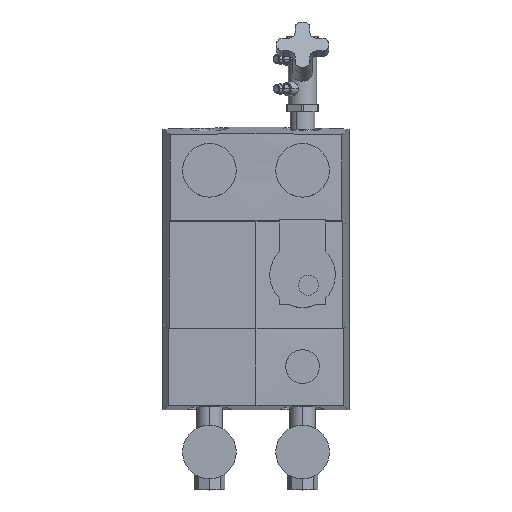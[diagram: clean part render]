
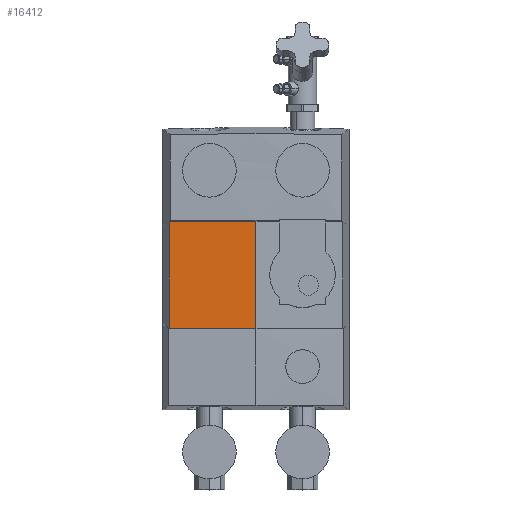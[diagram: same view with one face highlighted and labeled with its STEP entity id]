
A CAD part, top view. The second image highlights one B-rep face of the part: STEP entity #16412.
In plain terms, the highlighted cylindrical face has radius 2500 mm (diameter 5000 mm), a partial arc.
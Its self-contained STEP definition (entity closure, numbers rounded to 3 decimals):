
#86 = ORIENTED_EDGE ( 'NONE', *, *, #12745, .F. ) ;
#301 = CARTESIAN_POINT ( 'NONE',  ( -38.778, 72.116, 92.182 ) ) ;
#1252 = DIRECTION ( 'NONE',  ( 0., 1., 0. ) ) ;
#1271 = VERTEX_POINT ( 'NONE', #1776 ) ;
#1344 = AXIS2_PLACEMENT_3D ( 'NONE', #1853, #11816, #8125 ) ;
#1452 = CARTESIAN_POINT ( 'NONE',  ( -58.233, -72.055, 91.729 ) ) ;
#1617 = CARTESIAN_POINT ( 'NONE',  ( -116.333, 71.751, 89.474 ) ) ;
#1776 = CARTESIAN_POINT ( 'NONE',  ( 0., 72.116, 92.182 ) ) ;
#1853 = CARTESIAN_POINT ( 'NONE',  ( 0., -80., -2407.818 ) ) ;
#2148 = EDGE_CURVE ( 'NONE', #7314, #1271, #13298, .T. ) ;
#3281 = FACE_OUTER_BOUND ( 'NONE', #4594, .T. ) ;
#3550 = ORIENTED_EDGE ( 'NONE', *, *, #9635, .F. ) ;
#3636 = VECTOR ( 'NONE', #1252, 1000. ) ;
#4594 = EDGE_LOOP ( 'NONE', ( #3550, #7070, #12206, #86 ) ) ;
#4769 = CARTESIAN_POINT ( 'NONE',  ( -116.333, -80., 89.474 ) ) ;
#6450 = VERTEX_POINT ( 'NONE', #8741 ) ;
#6507 = B_SPLINE_CURVE_WITH_KNOTS ( 'NONE', 3,
 ( #8902, #12843, #1452, #9064, #14024 ),
 .UNSPECIFIED., .F., .F.,
 ( 4, 1, 4 ),
 ( 9.558, 9.616, 9.674 ),
 .UNSPECIFIED. ) ;
#7070 = ORIENTED_EDGE ( 'NONE', *, *, #15160, .T. ) ;
#7314 = VERTEX_POINT ( 'NONE', #1617 ) ;
#7612 = LINE ( 'NONE', #12724, #3636 ) ;
#7690 = CARTESIAN_POINT ( 'NONE',  ( 0., 72.116, 92.182 ) ) ;
#8125 = DIRECTION ( 'NONE',  ( 0., 0., 1. ) ) ;
#8741 = CARTESIAN_POINT ( 'NONE',  ( 0., -72.116, 92.182 ) ) ;
#8902 = CARTESIAN_POINT ( 'NONE',  ( 0., -72.116, 92.182 ) ) ;
#8932 = CARTESIAN_POINT ( 'NONE',  ( -116.333, -71.751, 89.474 ) ) ;
#9064 = CARTESIAN_POINT ( 'NONE',  ( -96.977, -71.872, 90.376 ) ) ;
#9635 = EDGE_CURVE ( 'NONE', #6450, #13030, #6507, .T. ) ;
#9878 = LINE ( 'NONE', #4769, #10519 ) ;
#9960 = DIRECTION ( 'NONE',  ( 0., 1., 0. ) ) ;
#10519 = VECTOR ( 'NONE', #9960, 1000. ) ;
#10527 = CARTESIAN_POINT ( 'NONE',  ( -77.555, 71.994, 91.28 ) ) ;
#10610 = CARTESIAN_POINT ( 'NONE',  ( -116.333, 71.751, 89.474 ) ) ;
#11816 = DIRECTION ( 'NONE',  ( 0., 1., 0. ) ) ;
#12206 = ORIENTED_EDGE ( 'NONE', *, *, #2148, .F. ) ;
#12724 = CARTESIAN_POINT ( 'NONE',  ( 0., -80., 92.182 ) ) ;
#12745 = EDGE_CURVE ( 'NONE', #13030, #7314, #9878, .T. ) ;
#12843 = CARTESIAN_POINT ( 'NONE',  ( -19.422, -72.116, 92.182 ) ) ;
#13030 = VERTEX_POINT ( 'NONE', #8932 ) ;
#13298 = B_SPLINE_CURVE_WITH_KNOTS ( 'NONE', 3,
 ( #10610, #10527, #301, #7690 ),
 .UNSPECIFIED., .F., .F.,
 ( 4, 4 ),
 ( 0.014, 0.13 ),
 .UNSPECIFIED. ) ;
#14024 = CARTESIAN_POINT ( 'NONE',  ( -116.333, -71.751, 89.474 ) ) ;
#15160 = EDGE_CURVE ( 'NONE', #6450, #1271, #7612, .T. ) ;
#16084 = CYLINDRICAL_SURFACE ( 'NONE', #1344, 2500. ) ;
#16412 = ADVANCED_FACE ( 'NONE', ( #3281 ), #16084, .T. ) ;
